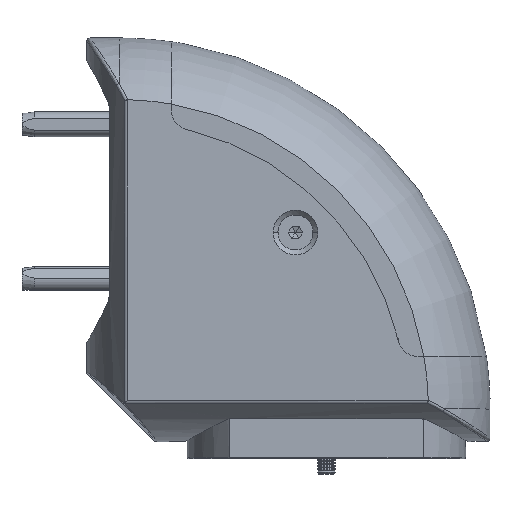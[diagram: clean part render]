
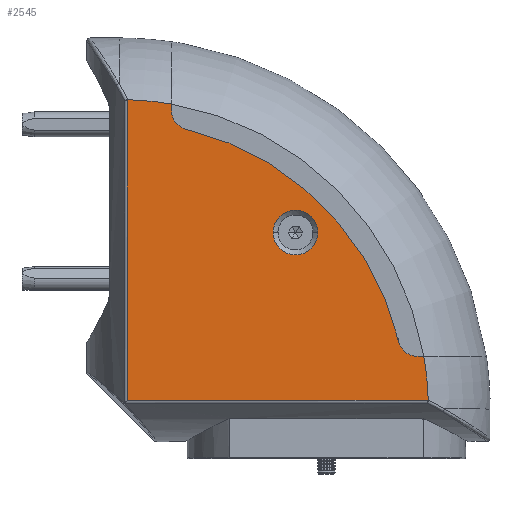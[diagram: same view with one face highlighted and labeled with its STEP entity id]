
A CAD part, top view. The second image highlights one B-rep face of the part: STEP entity #2545.
In plain terms, the highlighted planar face has unit normal (0, 0, 1).
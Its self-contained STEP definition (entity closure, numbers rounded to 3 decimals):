
#449 = DIRECTION ( 'NONE',  ( 1., 0., 0. ) ) ;
#1284 = CARTESIAN_POINT ( 'NONE',  ( 82.925, -14.124, 41.5 ) ) ;
#2378 = ORIENTED_EDGE ( 'NONE', *, *, #59752, .T. ) ;
#2545 = ADVANCED_FACE ( 'NONE', ( #47478, #30707 ), #19990, .T. ) ;
#2737 = CARTESIAN_POINT ( 'NONE',  ( 47.25, 40., 41.5 ) ) ;
#3292 = CIRCLE ( 'NONE', #44288, 93. ) ;
#4564 = ORIENTED_EDGE ( 'NONE', *, *, #26072, .T. ) ;
#5137 = VERTEX_POINT ( 'NONE', #5437 ) ;
#5437 = CARTESIAN_POINT ( 'NONE',  ( 32.75, 40., 41.5 ) ) ;
#6458 = EDGE_CURVE ( 'NONE', #5137, #63483, #27208, .T. ) ;
#7126 = EDGE_CURVE ( 'NONE', #31110, #37442, #3292, .T. ) ;
#7490 = CARTESIAN_POINT ( 'NONE',  ( 6., 79.291, 41.5 ) ) ;
#7962 = VERTEX_POINT ( 'NONE', #14523 ) ;
#10701 = DIRECTION ( 'NONE',  ( 0., 0., 1. ) ) ;
#11365 = ORIENTED_EDGE ( 'NONE', *, *, #72396, .T. ) ;
#11705 = CARTESIAN_POINT ( 'NONE',  ( -14.123, 82.924, 41.5 ) ) ;
#11917 = EDGE_LOOP ( 'NONE', ( #68981, #61932 ) ) ;
#12010 = CARTESIAN_POINT ( 'NONE',  ( 81.51, 0., 41.5 ) ) ;
#12970 = CARTESIAN_POINT ( 'NONE',  ( -14.301, 101.109, 41.5 ) ) ;
#13110 = DIRECTION ( 'NONE',  ( 1., 0., 0. ) ) ;
#13476 = CIRCLE ( 'NONE', #46810, 99.966 ) ;
#13801 = AXIS2_PLACEMENT_3D ( 'NONE', #48097, #47860, #25660 ) ;
#14523 = CARTESIAN_POINT ( 'NONE',  ( -14.123, 82.924, 41.5 ) ) ;
#15026 = AXIS2_PLACEMENT_3D ( 'NONE', #7490, #46907, #13110 ) ;
#16167 = CARTESIAN_POINT ( 'NONE',  ( 4.606, 73.455, 41.5 ) ) ;
#16225 = DIRECTION ( 'NONE',  ( 0., 0., 1. ) ) ;
#16316 = CARTESIAN_POINT ( 'NONE',  ( -17., -17., 41.5 ) ) ;
#16480 = CARTESIAN_POINT ( 'NONE',  ( -17., -17., 41.5 ) ) ;
#17322 = CARTESIAN_POINT ( 'NONE',  ( -14.242, 82.921, 41.5 ) ) ;
#18007 = CARTESIAN_POINT ( 'NONE',  ( 82.909, -14.301, 41.5 ) ) ;
#18440 = ORIENTED_EDGE ( 'NONE', *, *, #50292, .T. ) ;
#18509 = AXIS2_PLACEMENT_3D ( 'NONE', #44477, #10701, #50130 ) ;
#18917 = VECTOR ( 'NONE', #33053, 1000. ) ;
#19990 = PLANE ( 'NONE',  #13801 ) ;
#21549 = EDGE_CURVE ( 'NONE', #53085, #31110, #68355, .T. ) ;
#21972 = DIRECTION ( 'NONE',  ( -1., 0., 0. ) ) ;
#21993 = LINE ( 'NONE', #46637, #50251 ) ;
#22159 = DIRECTION ( 'NONE',  ( 1., 0., 0. ) ) ;
#23413 = CARTESIAN_POINT ( 'NONE',  ( 79.291, 6., 41.5 ) ) ;
#25660 = DIRECTION ( 'NONE',  ( 1., 0., 0. ) ) ;
#26072 = EDGE_CURVE ( 'NONE', #51912, #58160, #51798, .T. ) ;
#27208 = CIRCLE ( 'NONE', #59786, 7.25 ) ;
#27359 = CARTESIAN_POINT ( 'NONE',  ( -14.891, -14.301, 41.5 ) ) ;
#27586 = CARTESIAN_POINT ( 'NONE',  ( 0., 0., 41.5 ) ) ;
#28758 = VERTEX_POINT ( 'NONE', #46392 ) ;
#29078 = DIRECTION ( 'NONE',  ( 1., 0., 0. ) ) ;
#29748 = LINE ( 'NONE', #12970, #41225 ) ;
#30707 = FACE_OUTER_BOUND ( 'NONE', #50488, .T. ) ;
#31110 = VERTEX_POINT ( 'NONE', #51936 ) ;
#33053 = DIRECTION ( 'NONE',  ( 1., 0., 0. ) ) ;
#33250 = DIRECTION ( 'NONE',  ( 0., 1., 0. ) ) ;
#33424 = CARTESIAN_POINT ( 'NONE',  ( 79.291, 0., 41.5 ) ) ;
#34125 = VECTOR ( 'NONE', #33250, 1000. ) ;
#34196 = DIRECTION ( 'NONE',  ( 0., 0., 1. ) ) ;
#35052 = CARTESIAN_POINT ( 'NONE',  ( 82.926, -14.183, 41.5 ) ) ;
#37144 = B_SPLINE_CURVE_WITH_KNOTS ( 'NONE', 3,
 ( #11705, #39810, #17322, #56794 ),
 .UNSPECIFIED., .F., .F.,
 ( 4, 4 ),
 ( 0., 0. ),
 .UNSPECIFIED. ) ;
#37442 = VERTEX_POINT ( 'NONE', #16167 ) ;
#37787 = VERTEX_POINT ( 'NONE', #54351 ) ;
#38083 = ORIENTED_EDGE ( 'NONE', *, *, #21549, .T. ) ;
#38612 = ORIENTED_EDGE ( 'NONE', *, *, #7126, .T. ) ;
#39170 = EDGE_CURVE ( 'NONE', #61173, #51912, #56359, .T. ) ;
#39810 = CARTESIAN_POINT ( 'NONE',  ( -14.183, 82.926, 41.5 ) ) ;
#40910 = EDGE_CURVE ( 'NONE', #52776, #28758, #65920, .T. ) ;
#41225 = VECTOR ( 'NONE', #69735, 1000. ) ;
#41883 = ORIENTED_EDGE ( 'NONE', *, *, #73104, .T. ) ;
#44288 = AXIS2_PLACEMENT_3D ( 'NONE', #16316, #55776, #21972 ) ;
#44477 = CARTESIAN_POINT ( 'NONE',  ( 40., 40., 41.5 ) ) ;
#46392 = CARTESIAN_POINT ( 'NONE',  ( 0., 81.51, 41.5 ) ) ;
#46637 = CARTESIAN_POINT ( 'NONE',  ( 101.109, 0., 41.5 ) ) ;
#46810 = AXIS2_PLACEMENT_3D ( 'NONE', #50023, #16225, #55675 ) ;
#46907 = DIRECTION ( 'NONE',  ( 0., 0., -1. ) ) ;
#47478 = FACE_BOUND ( 'NONE', #11917, .T. ) ;
#47860 = DIRECTION ( 'NONE',  ( 0., 0., 1. ) ) ;
#48097 = CARTESIAN_POINT ( 'NONE',  ( -14.891, 101.109, 41.5 ) ) ;
#48815 = AXIS2_PLACEMENT_3D ( 'NONE', #16480, #55956, #22159 ) ;
#50023 = CARTESIAN_POINT ( 'NONE',  ( -17., -17., 41.5 ) ) ;
#50130 = DIRECTION ( 'NONE',  ( 1., 0., 0. ) ) ;
#50251 = VECTOR ( 'NONE', #52322, 1000. ) ;
#50292 = EDGE_CURVE ( 'NONE', #58160, #53085, #21993, .T. ) ;
#50488 = EDGE_LOOP ( 'NONE', ( #2378, #60754, #4564, #18440, #38083, #38612, #59060, #66912, #41883, #11365, #70448 ) ) ;
#51798 = CIRCLE ( 'NONE', #48815, 99.966 ) ;
#51846 = CARTESIAN_POINT ( 'NONE',  ( 82.909, -14.301, 41.5 ) ) ;
#51912 = VERTEX_POINT ( 'NONE', #60213 ) ;
#51936 = CARTESIAN_POINT ( 'NONE',  ( 73.455, 4.606, 41.5 ) ) ;
#52322 = DIRECTION ( 'NONE',  ( -1., 0., 0. ) ) ;
#52617 = CIRCLE ( 'NONE', #15026, 6. ) ;
#52776 = VERTEX_POINT ( 'NONE', #53192 ) ;
#53085 = VERTEX_POINT ( 'NONE', #33424 ) ;
#53192 = CARTESIAN_POINT ( 'NONE',  ( 0., 79.291, 41.5 ) ) ;
#54351 = CARTESIAN_POINT ( 'NONE',  ( -14.301, 82.909, 41.5 ) ) ;
#54504 = CIRCLE ( 'NONE', #18509, 7.25 ) ;
#55675 = DIRECTION ( 'NONE',  ( 1., 0., 0. ) ) ;
#55776 = DIRECTION ( 'NONE',  ( 0., 0., 1. ) ) ;
#55956 = DIRECTION ( 'NONE',  ( 0., 0., 1. ) ) ;
#56359 = B_SPLINE_CURVE_WITH_KNOTS ( 'NONE', 3,
 ( #18007, #57472, #35052, #1284 ),
 .UNSPECIFIED., .F., .F.,
 ( 4, 4 ),
 ( 0., 0. ),
 .UNSPECIFIED. ) ;
#56794 = CARTESIAN_POINT ( 'NONE',  ( -14.301, 82.909, 41.5 ) ) ;
#57472 = CARTESIAN_POINT ( 'NONE',  ( 82.921, -14.243, 41.5 ) ) ;
#58160 = VERTEX_POINT ( 'NONE', #12010 ) ;
#59060 = ORIENTED_EDGE ( 'NONE', *, *, #71080, .T. ) ;
#59634 = VERTEX_POINT ( 'NONE', #60403 ) ;
#59752 = EDGE_CURVE ( 'NONE', #59634, #61173, #63979, .T. ) ;
#59786 = AXIS2_PLACEMENT_3D ( 'NONE', #68022, #34196, #449 ) ;
#60213 = CARTESIAN_POINT ( 'NONE',  ( 82.925, -14.124, 41.5 ) ) ;
#60403 = CARTESIAN_POINT ( 'NONE',  ( -14.301, -14.301, 41.5 ) ) ;
#60754 = ORIENTED_EDGE ( 'NONE', *, *, #39170, .T. ) ;
#61114 = AXIS2_PLACEMENT_3D ( 'NONE', #23413, #62879, #29078 ) ;
#61173 = VERTEX_POINT ( 'NONE', #51846 ) ;
#61932 = ORIENTED_EDGE ( 'NONE', *, *, #6458, .F. ) ;
#62879 = DIRECTION ( 'NONE',  ( 0., 0., -1. ) ) ;
#63173 = EDGE_CURVE ( 'NONE', #63483, #5137, #54504, .T. ) ;
#63483 = VERTEX_POINT ( 'NONE', #2737 ) ;
#63979 = LINE ( 'NONE', #27359, #18917 ) ;
#65920 = LINE ( 'NONE', #27586, #34125 ) ;
#66912 = ORIENTED_EDGE ( 'NONE', *, *, #40910, .T. ) ;
#68022 = CARTESIAN_POINT ( 'NONE',  ( 40., 40., 41.5 ) ) ;
#68355 = CIRCLE ( 'NONE', #61114, 6. ) ;
#68981 = ORIENTED_EDGE ( 'NONE', *, *, #63173, .F. ) ;
#69735 = DIRECTION ( 'NONE',  ( 0., -1., 0. ) ) ;
#70448 = ORIENTED_EDGE ( 'NONE', *, *, #70668, .T. ) ;
#70668 = EDGE_CURVE ( 'NONE', #37787, #59634, #29748, .T. ) ;
#71080 = EDGE_CURVE ( 'NONE', #37442, #52776, #52617, .T. ) ;
#72396 = EDGE_CURVE ( 'NONE', #7962, #37787, #37144, .T. ) ;
#73104 = EDGE_CURVE ( 'NONE', #28758, #7962, #13476, .T. ) ;
